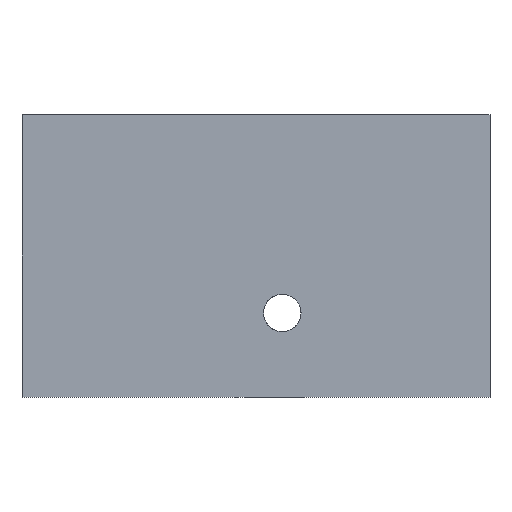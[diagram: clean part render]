
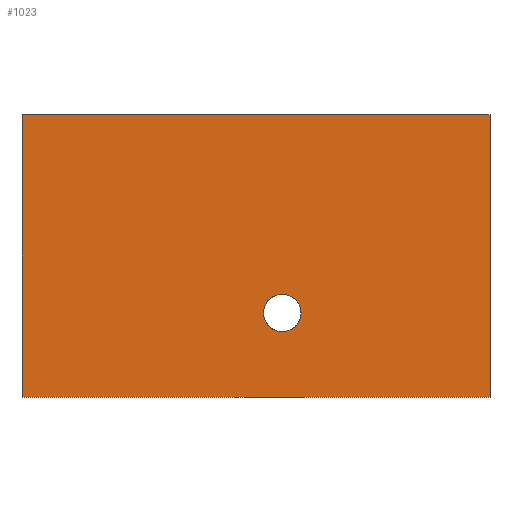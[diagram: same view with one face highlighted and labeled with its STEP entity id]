
A CAD part, left-side view. The second image highlights one B-rep face of the part: STEP entity #1023.
In plain terms, the highlighted planar face has unit normal (-1, 0, 0).
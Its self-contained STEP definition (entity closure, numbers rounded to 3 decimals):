
#32 = PLANE('',#33);
#33 = AXIS2_PLACEMENT_3D('',#34,#35,#36);
#34 = CARTESIAN_POINT('',(0.,0.,0.));
#35 = DIRECTION('',(-0.,1.,0.));
#36 = DIRECTION('',(0.,0.,1.));
#291 = PLANE('',#292);
#292 = AXIS2_PLACEMENT_3D('',#293,#294,#295);
#293 = CARTESIAN_POINT('',(0.,0.,21.364));
#294 = DIRECTION('',(0.,0.,1.));
#295 = DIRECTION('',(1.,0.,-0.));
#332 = VERTEX_POINT('',#333);
#333 = CARTESIAN_POINT('',(0.,0.,0.));
#347 = PLANE('',#348);
#348 = AXIS2_PLACEMENT_3D('',#349,#350,#351);
#349 = CARTESIAN_POINT('',(0.,0.,0.));
#350 = DIRECTION('',(0.,0.,1.));
#351 = DIRECTION('',(1.,0.,-0.));
#359 = EDGE_CURVE('',#332,#360,#362,.T.);
#360 = VERTEX_POINT('',#361);
#361 = CARTESIAN_POINT('',(0.,0.,21.364));
#362 = SURFACE_CURVE('',#363,(#367,#374),.PCURVE_S1.);
#363 = LINE('',#364,#365);
#364 = CARTESIAN_POINT('',(0.,0.,0.));
#365 = VECTOR('',#366,1.);
#366 = DIRECTION('',(0.,0.,1.));
#367 = PCURVE('',#32,#368);
#368 = DEFINITIONAL_REPRESENTATION('',(#369),#373);
#369 = LINE('',#370,#371);
#370 = CARTESIAN_POINT('',(0.,0.));
#371 = VECTOR('',#372,1.);
#372 = DIRECTION('',(1.,0.));
#373 = ( GEOMETRIC_REPRESENTATION_CONTEXT(2) 
PARAMETRIC_REPRESENTATION_CONTEXT() REPRESENTATION_CONTEXT('2D SPACE',''
  ) );
#374 = PCURVE('',#375,#380);
#375 = PLANE('',#376);
#376 = AXIS2_PLACEMENT_3D('',#377,#378,#379);
#377 = CARTESIAN_POINT('',(0.,0.,0.));
#378 = DIRECTION('',(1.,0.,-0.));
#379 = DIRECTION('',(0.,0.,1.));
#380 = DEFINITIONAL_REPRESENTATION('',(#381),#385);
#381 = LINE('',#382,#383);
#382 = CARTESIAN_POINT('',(0.,0.));
#383 = VECTOR('',#384,1.);
#384 = DIRECTION('',(1.,0.));
#385 = ( GEOMETRIC_REPRESENTATION_CONTEXT(2) 
PARAMETRIC_REPRESENTATION_CONTEXT() REPRESENTATION_CONTEXT('2D SPACE',''
  ) );
#576 = VERTEX_POINT('',#577);
#577 = CARTESIAN_POINT('',(0.,35.353,21.364));
#593 = PLANE('',#594);
#594 = AXIS2_PLACEMENT_3D('',#595,#596,#597);
#595 = CARTESIAN_POINT('',(0.,35.353,0.));
#596 = DIRECTION('',(-0.,1.,0.));
#597 = DIRECTION('',(0.,0.,1.));
#605 = EDGE_CURVE('',#360,#576,#606,.T.);
#606 = SURFACE_CURVE('',#607,(#611,#618),.PCURVE_S1.);
#607 = LINE('',#608,#609);
#608 = CARTESIAN_POINT('',(0.,0.,21.364));
#609 = VECTOR('',#610,1.);
#610 = DIRECTION('',(-0.,1.,0.));
#611 = PCURVE('',#291,#612);
#612 = DEFINITIONAL_REPRESENTATION('',(#613),#617);
#613 = LINE('',#614,#615);
#614 = CARTESIAN_POINT('',(0.,0.));
#615 = VECTOR('',#616,1.);
#616 = DIRECTION('',(0.,1.));
#617 = ( GEOMETRIC_REPRESENTATION_CONTEXT(2) 
PARAMETRIC_REPRESENTATION_CONTEXT() REPRESENTATION_CONTEXT('2D SPACE',''
  ) );
#618 = PCURVE('',#375,#619);
#619 = DEFINITIONAL_REPRESENTATION('',(#620),#624);
#620 = LINE('',#621,#622);
#621 = CARTESIAN_POINT('',(21.364,0.));
#622 = VECTOR('',#623,1.);
#623 = DIRECTION('',(0.,-1.));
#624 = ( GEOMETRIC_REPRESENTATION_CONTEXT(2) 
PARAMETRIC_REPRESENTATION_CONTEXT() REPRESENTATION_CONTEXT('2D SPACE',''
  ) );
#1023 = ADVANCED_FACE('24',(#1024,#1072),#375,.F.);
#1024 = FACE_BOUND('',#1025,.F.);
#1025 = EDGE_LOOP('',(#1026,#1027,#1050,#1071));
#1026 = ORIENTED_EDGE('',*,*,#359,.F.);
#1027 = ORIENTED_EDGE('',*,*,#1028,.T.);
#1028 = EDGE_CURVE('',#332,#1029,#1031,.T.);
#1029 = VERTEX_POINT('',#1030);
#1030 = CARTESIAN_POINT('',(0.,35.353,0.));
#1031 = SURFACE_CURVE('',#1032,(#1036,#1043),.PCURVE_S1.);
#1032 = LINE('',#1033,#1034);
#1033 = CARTESIAN_POINT('',(0.,0.,0.));
#1034 = VECTOR('',#1035,1.);
#1035 = DIRECTION('',(-0.,1.,0.));
#1036 = PCURVE('',#375,#1037);
#1037 = DEFINITIONAL_REPRESENTATION('',(#1038),#1042);
#1038 = LINE('',#1039,#1040);
#1039 = CARTESIAN_POINT('',(0.,0.));
#1040 = VECTOR('',#1041,1.);
#1041 = DIRECTION('',(0.,-1.));
#1042 = ( GEOMETRIC_REPRESENTATION_CONTEXT(2) 
PARAMETRIC_REPRESENTATION_CONTEXT() REPRESENTATION_CONTEXT('2D SPACE',''
  ) );
#1043 = PCURVE('',#347,#1044);
#1044 = DEFINITIONAL_REPRESENTATION('',(#1045),#1049);
#1045 = LINE('',#1046,#1047);
#1046 = CARTESIAN_POINT('',(0.,0.));
#1047 = VECTOR('',#1048,1.);
#1048 = DIRECTION('',(0.,1.));
#1049 = ( GEOMETRIC_REPRESENTATION_CONTEXT(2) 
PARAMETRIC_REPRESENTATION_CONTEXT() REPRESENTATION_CONTEXT('2D SPACE',''
  ) );
#1050 = ORIENTED_EDGE('',*,*,#1051,.T.);
#1051 = EDGE_CURVE('',#1029,#576,#1052,.T.);
#1052 = SURFACE_CURVE('',#1053,(#1057,#1064),.PCURVE_S1.);
#1053 = LINE('',#1054,#1055);
#1054 = CARTESIAN_POINT('',(0.,35.353,0.));
#1055 = VECTOR('',#1056,1.);
#1056 = DIRECTION('',(0.,0.,1.));
#1057 = PCURVE('',#375,#1058);
#1058 = DEFINITIONAL_REPRESENTATION('',(#1059),#1063);
#1059 = LINE('',#1060,#1061);
#1060 = CARTESIAN_POINT('',(0.,-35.353));
#1061 = VECTOR('',#1062,1.);
#1062 = DIRECTION('',(1.,0.));
#1063 = ( GEOMETRIC_REPRESENTATION_CONTEXT(2) 
PARAMETRIC_REPRESENTATION_CONTEXT() REPRESENTATION_CONTEXT('2D SPACE',''
  ) );
#1064 = PCURVE('',#593,#1065);
#1065 = DEFINITIONAL_REPRESENTATION('',(#1066),#1070);
#1066 = LINE('',#1067,#1068);
#1067 = CARTESIAN_POINT('',(0.,0.));
#1068 = VECTOR('',#1069,1.);
#1069 = DIRECTION('',(1.,0.));
#1070 = ( GEOMETRIC_REPRESENTATION_CONTEXT(2) 
PARAMETRIC_REPRESENTATION_CONTEXT() REPRESENTATION_CONTEXT('2D SPACE',''
  ) );
#1071 = ORIENTED_EDGE('',*,*,#605,.F.);
#1072 = FACE_BOUND('',#1073,.F.);
#1073 = EDGE_LOOP('',(#1074));
#1074 = ORIENTED_EDGE('',*,*,#1075,.F.);
#1075 = EDGE_CURVE('',#1076,#1076,#1078,.T.);
#1076 = VERTEX_POINT('',#1077);
#1077 = CARTESIAN_POINT('',(0.,15.692,7.796));
#1078 = SURFACE_CURVE('',#1079,(#1084,#1091),.PCURVE_S1.);
#1079 = CIRCLE('',#1080,1.418);
#1080 = AXIS2_PLACEMENT_3D('',#1081,#1082,#1083);
#1081 = CARTESIAN_POINT('',(0.,15.692,6.378));
#1082 = DIRECTION('',(1.,0.,0.));
#1083 = DIRECTION('',(-0.,0.,1.));
#1084 = PCURVE('',#375,#1085);
#1085 = DEFINITIONAL_REPRESENTATION('',(#1086),#1090);
#1086 = CIRCLE('',#1087,1.418);
#1087 = AXIS2_PLACEMENT_2D('',#1088,#1089);
#1088 = CARTESIAN_POINT('',(6.378,-15.692));
#1089 = DIRECTION('',(1.,0.));
#1090 = ( GEOMETRIC_REPRESENTATION_CONTEXT(2) 
PARAMETRIC_REPRESENTATION_CONTEXT() REPRESENTATION_CONTEXT('2D SPACE',''
  ) );
#1091 = PCURVE('',#1092,#1097);
#1092 = CYLINDRICAL_SURFACE('',#1093,1.418);
#1093 = AXIS2_PLACEMENT_3D('',#1094,#1095,#1096);
#1094 = CARTESIAN_POINT('',(26.292,15.692,
    6.378));
#1095 = DIRECTION('',(1.,0.,0.));
#1096 = DIRECTION('',(-0.,0.,1.));
#1097 = DEFINITIONAL_REPRESENTATION('',(#1098),#1102);
#1098 = LINE('',#1099,#1100);
#1099 = CARTESIAN_POINT('',(0.,-26.292));
#1100 = VECTOR('',#1101,1.);
#1101 = DIRECTION('',(1.,0.));
#1102 = ( GEOMETRIC_REPRESENTATION_CONTEXT(2) 
PARAMETRIC_REPRESENTATION_CONTEXT() REPRESENTATION_CONTEXT('2D SPACE',''
  ) );
